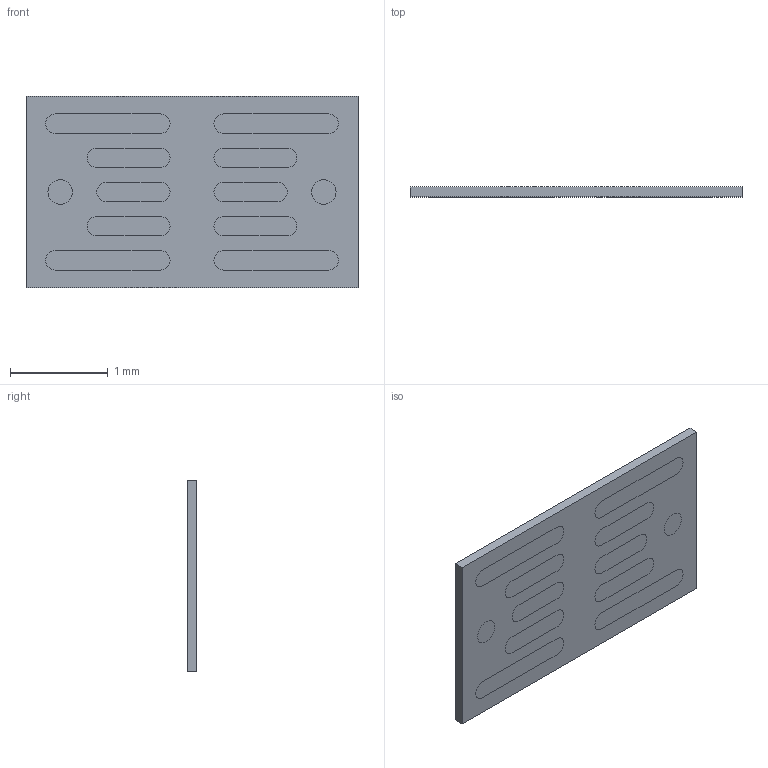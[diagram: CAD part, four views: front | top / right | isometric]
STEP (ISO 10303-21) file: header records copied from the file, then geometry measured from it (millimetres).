
FILE_DESCRIPTION(/* description */ ('Unknown'),/* implementation_level */ '2;1');
FILE_NAME(/* name */ 'X4-DSN3420-12',/* time_stamp */ '2023-07-26T15:30:24+08:00',/* author */ ('Unknown'),/* organization */ ('Unknown'),/* preprocessor_version */ 'ST-DEVELOPER v18.102',/* originating_system */ 'Solid Edge',/* authorisation */ 'Unknown');
FILE_SCHEMA (('AUTOMOTIVE_DESIGN {1 0 10303 214 3 1 1}'));
Length unit declared in the file: millimetre
Products named in the file (3): X4-DSN3420-12; Compound; Plating
Assembly tree (2 placements, depth 2):
  X4-DSN3420-12
    Compound
    Plating
Bounding box: 3.4 x 0.1 x 1.96 mm (x, y, z)
Volume: 0.7 mm3; surface area: 19.4 mm2
Topology: 13 solids, 13 shells, 126 faces, 266 edges, 178 vertices
Faces by surface type: plane 82, cylinder 44
Full cylindrical faces by diameter (mm): 0.25 x4
Entity records: 3487 total; most frequent: DIRECTION 606, CARTESIAN_POINT 565, ORIENTED_EDGE 520, EDGE_CURVE 260, AXIS2_PLACEMENT_3D 217, VERTEX_POINT 176, LINE 172, VECTOR 172
